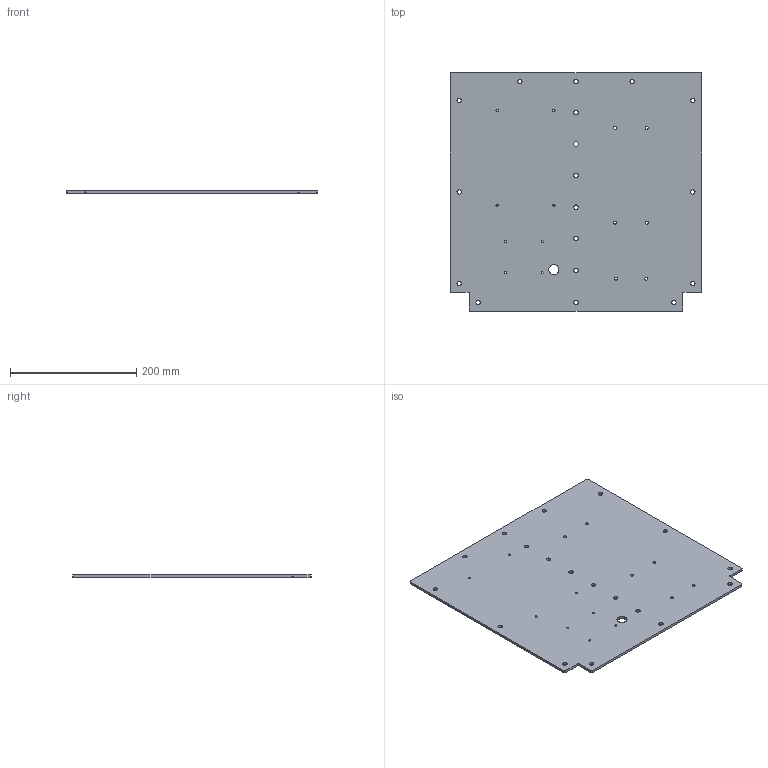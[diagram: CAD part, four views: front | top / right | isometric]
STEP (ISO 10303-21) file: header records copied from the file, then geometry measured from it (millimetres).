
FILE_DESCRIPTION(/* description */ (''),/* implementation_level */ '2;1');
FILE_NAME(/* name */ 'panel_electronics_200.step',/* time_stamp */ '2023-07-17T13:24:48+01:00',/* author */ (''),/* organization */ (''),/* preprocessor_version */ 'ST-DEVELOPER v19.2',/* originating_system */ 'Autodesk Translation Framework v12.6.0.85',/* authorisation */ '');
FILE_SCHEMA (('AUTOMOTIVE_DESIGN { 1 0 10303 214 3 1 1 }'));
Length unit declared in the file: millimetre
Products named in the file (1): panel_electronics_200
Bounding box: 398 x 378 x 4 mm (x, y, z)
Volume: 590269.2 mm3; surface area: 303798.3 mm2
Topology: 1 solids, 1 shells, 51 faces, 147 edges, 98 vertices
Faces by surface type: cylinder 41, plane 10
Full cylindrical faces by diameter (mm): 3.1 x4, 3.6 x4, 4.8 x6, 7 x18, 16 x1
Entity records: 1888 total; most frequent: DIRECTION 333, CARTESIAN_POINT 297, ORIENTED_EDGE 294, EDGE_CURVE 147, AXIS2_PLACEMENT_3D 134, EDGE_LOOP 117, VERTEX_POINT 98, CIRCLE 82
